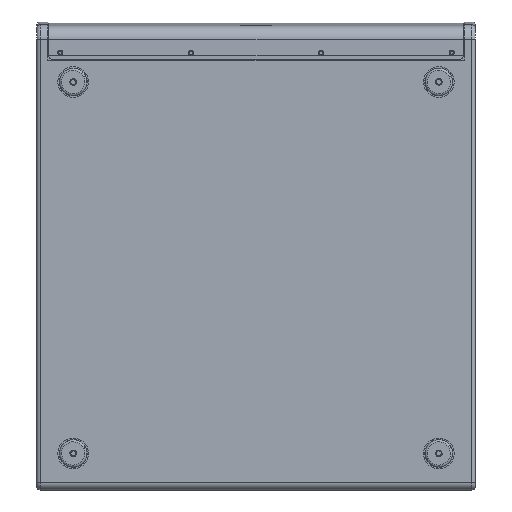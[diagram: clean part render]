
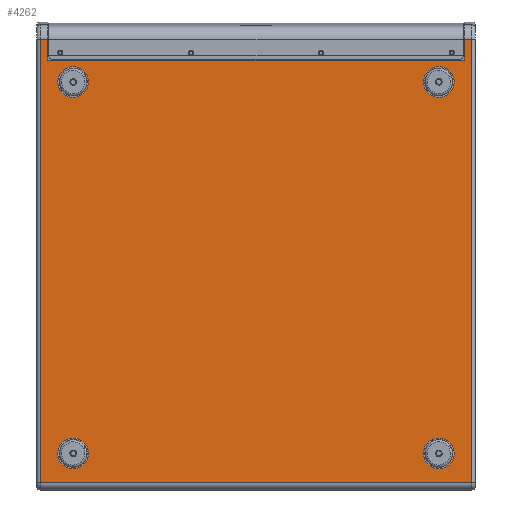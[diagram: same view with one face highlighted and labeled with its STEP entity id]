
A CAD part, front view. The second image highlights one B-rep face of the part: STEP entity #4262.
In plain terms, the highlighted planar face has unit normal (0, -1, 0).
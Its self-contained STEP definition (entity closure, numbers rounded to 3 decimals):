
#65 = CARTESIAN_POINT ( 'NONE',  ( 295., -278., -298. ) ) ;
#132 = CARTESIAN_POINT ( 'NONE',  ( -250., -278., 250. ) ) ;
#245 = LINE ( 'NONE', #20546, #23385 ) ;
#340 = DIRECTION ( 'NONE',  ( 0., 0., -1. ) ) ;
#493 = VERTEX_POINT ( 'NONE', #26567 ) ;
#879 = DIRECTION ( 'NONE',  ( 0., 0., -1. ) ) ;
#1328 = VERTEX_POINT ( 'NONE', #24993 ) ;
#1532 = AXIS2_PLACEMENT_3D ( 'NONE', #23618, #23889, #879 ) ;
#1593 = LINE ( 'NONE', #7881, #10878 ) ;
#1876 = VECTOR ( 'NONE', #17604, 1000. ) ;
#1994 = FACE_OUTER_BOUND ( 'NONE', #11912, .T. ) ;
#2001 = ORIENTED_EDGE ( 'NONE', *, *, #6073, .F. ) ;
#2406 = CARTESIAN_POINT ( 'NONE',  ( 0., -278., 0. ) ) ;
#2439 = DIRECTION ( 'NONE',  ( 0., -1., 0. ) ) ;
#2482 = LINE ( 'NONE', #4795, #12765 ) ;
#3260 = CIRCLE ( 'NONE', #1532, 21. ) ;
#3362 = CARTESIAN_POINT ( 'NONE',  ( -285., -278., 280. ) ) ;
#3593 = DIRECTION ( 'NONE',  ( 0., -1., 0. ) ) ;
#3770 = PLANE ( 'NONE',  #22427 ) ;
#3971 = ORIENTED_EDGE ( 'NONE', *, *, #19492, .F. ) ;
#4096 = EDGE_CURVE ( 'NONE', #19199, #22024, #19123, .T. ) ;
#4262 = ADVANCED_FACE ( 'NONE', ( #22316, #14380, #14127, #22718, #1994 ), #3770, .T. ) ;
#4738 = DIRECTION ( 'NONE',  ( 0., 0., -1. ) ) ;
#4795 = CARTESIAN_POINT ( 'NONE',  ( 285., -278., 308. ) ) ;
#4998 = ORIENTED_EDGE ( 'NONE', *, *, #23560, .F. ) ;
#5584 = VECTOR ( 'NONE', #20139, 1000. ) ;
#5639 = ORIENTED_EDGE ( 'NONE', *, *, #21204, .F. ) ;
#5872 = LINE ( 'NONE', #10120, #12107 ) ;
#6000 = AXIS2_PLACEMENT_3D ( 'NONE', #25709, #13176, #4738 ) ;
#6028 = VERTEX_POINT ( 'NONE', #25343 ) ;
#6073 = EDGE_CURVE ( 'NONE', #22024, #19199, #20720, .T. ) ;
#6413 = DIRECTION ( 'NONE',  ( 0., 0., -1. ) ) ;
#6589 = CARTESIAN_POINT ( 'NONE',  ( 285., -278., 308. ) ) ;
#6680 = EDGE_CURVE ( 'NONE', #6028, #20767, #3260, .T. ) ;
#6828 = VERTEX_POINT ( 'NONE', #10403 ) ;
#6989 = DIRECTION ( 'NONE',  ( 1., 0., 0. ) ) ;
#7350 = CIRCLE ( 'NONE', #9967, 21. ) ;
#7368 = AXIS2_PLACEMENT_3D ( 'NONE', #21121, #2439, #14942 ) ;
#7881 = CARTESIAN_POINT ( 'NONE',  ( -300., -278., 308. ) ) ;
#8602 = CARTESIAN_POINT ( 'NONE',  ( 250., -278., 271. ) ) ;
#8794 = ORIENTED_EDGE ( 'NONE', *, *, #9453, .F. ) ;
#8963 = AXIS2_PLACEMENT_3D ( 'NONE', #9803, #12112, #14122 ) ;
#9042 = EDGE_CURVE ( 'NONE', #17510, #9518, #5872, .T. ) ;
#9046 = CIRCLE ( 'NONE', #6000, 21. ) ;
#9059 = AXIS2_PLACEMENT_3D ( 'NONE', #132, #16729, #25026 ) ;
#9277 = VERTEX_POINT ( 'NONE', #11444 ) ;
#9453 = EDGE_CURVE ( 'NONE', #13754, #9277, #17766, .T. ) ;
#9518 = VERTEX_POINT ( 'NONE', #6589 ) ;
#9702 = CARTESIAN_POINT ( 'NONE',  ( -250., -278., -237. ) ) ;
#9803 = CARTESIAN_POINT ( 'NONE',  ( -250., -278., -258. ) ) ;
#9926 = DIRECTION ( 'NONE',  ( 1., 0., 0. ) ) ;
#9967 = AXIS2_PLACEMENT_3D ( 'NONE', #17805, #3593, #26362 ) ;
#10120 = CARTESIAN_POINT ( 'NONE',  ( 285., -278., 280. ) ) ;
#10403 = CARTESIAN_POINT ( 'NONE',  ( -285., -278., 280. ) ) ;
#10449 = EDGE_LOOP ( 'NONE', ( #24174, #4998 ) ) ;
#10696 = DIRECTION ( 'NONE',  ( 0., -1., 0. ) ) ;
#10878 = VECTOR ( 'NONE', #9926, 1000. ) ;
#11444 = CARTESIAN_POINT ( 'NONE',  ( -250., -278., 229. ) ) ;
#11697 = CARTESIAN_POINT ( 'NONE',  ( -250., -278., -279. ) ) ;
#11702 = EDGE_CURVE ( 'NONE', #13507, #493, #1593, .T. ) ;
#11734 = EDGE_LOOP ( 'NONE', ( #2001, #22977 ) ) ;
#11841 = VECTOR ( 'NONE', #16325, 1000. ) ;
#11912 = EDGE_LOOP ( 'NONE', ( #20984, #16046, #23219, #23588, #18194, #21060, #3971, #16699 ) ) ;
#11993 = EDGE_CURVE ( 'NONE', #14469, #26899, #21354, .T. ) ;
#12107 = VECTOR ( 'NONE', #16360, 1000. ) ;
#12112 = DIRECTION ( 'NONE',  ( 0., -1., 0. ) ) ;
#12545 = ORIENTED_EDGE ( 'NONE', *, *, #11993, .F. ) ;
#12763 = DIRECTION ( 'NONE',  ( 0., -1., 0. ) ) ;
#12765 = VECTOR ( 'NONE', #6989, 1000. ) ;
#12955 = LINE ( 'NONE', #14837, #1876 ) ;
#13060 = AXIS2_PLACEMENT_3D ( 'NONE', #25206, #23158, #6413 ) ;
#13093 = VERTEX_POINT ( 'NONE', #14989 ) ;
#13176 = DIRECTION ( 'NONE',  ( 0., -1., 0. ) ) ;
#13507 = VERTEX_POINT ( 'NONE', #16845 ) ;
#13754 = VERTEX_POINT ( 'NONE', #16809 ) ;
#14122 = DIRECTION ( 'NONE',  ( 0., 0., -1. ) ) ;
#14127 = FACE_BOUND ( 'NONE', #11734, .T. ) ;
#14380 = FACE_BOUND ( 'NONE', #15495, .T. ) ;
#14469 = VERTEX_POINT ( 'NONE', #20268 ) ;
#14761 = DIRECTION ( 'NONE',  ( 0., 0., 1. ) ) ;
#14837 = CARTESIAN_POINT ( 'NONE',  ( -295., -278., -298. ) ) ;
#14942 = DIRECTION ( 'NONE',  ( 0., 0., -1. ) ) ;
#14949 = CIRCLE ( 'NONE', #19357, 21. ) ;
#14957 = EDGE_CURVE ( 'NONE', #25297, #13093, #245, .T. ) ;
#14989 = CARTESIAN_POINT ( 'NONE',  ( 295., -278., 308. ) ) ;
#15495 = EDGE_LOOP ( 'NONE', ( #12545, #5639 ) ) ;
#16001 = EDGE_CURVE ( 'NONE', #9277, #13754, #7350, .T. ) ;
#16046 = ORIENTED_EDGE ( 'NONE', *, *, #18289, .T. ) ;
#16325 = DIRECTION ( 'NONE',  ( 0., 0., -1. ) ) ;
#16360 = DIRECTION ( 'NONE',  ( 0., 0., 1. ) ) ;
#16699 = ORIENTED_EDGE ( 'NONE', *, *, #26578, .F. ) ;
#16729 = DIRECTION ( 'NONE',  ( 0., -1., 0. ) ) ;
#16809 = CARTESIAN_POINT ( 'NONE',  ( -250., -278., 271. ) ) ;
#16845 = CARTESIAN_POINT ( 'NONE',  ( -295., -278., 308. ) ) ;
#17510 = VERTEX_POINT ( 'NONE', #26538 ) ;
#17604 = DIRECTION ( 'NONE',  ( 0., 0., -1. ) ) ;
#17766 = CIRCLE ( 'NONE', #9059, 21. ) ;
#17805 = CARTESIAN_POINT ( 'NONE',  ( -250., -278., 250. ) ) ;
#17955 = ORIENTED_EDGE ( 'NONE', *, *, #16001, .F. ) ;
#17979 = DIRECTION ( 'NONE',  ( 1., 0., 0. ) ) ;
#18194 = ORIENTED_EDGE ( 'NONE', *, *, #20455, .F. ) ;
#18289 = EDGE_CURVE ( 'NONE', #13507, #1328, #12955, .T. ) ;
#18352 = VECTOR ( 'NONE', #17979, 1000. ) ;
#18893 = EDGE_LOOP ( 'NONE', ( #17955, #8794 ) ) ;
#19123 = CIRCLE ( 'NONE', #7368, 21. ) ;
#19199 = VERTEX_POINT ( 'NONE', #9702 ) ;
#19357 = AXIS2_PLACEMENT_3D ( 'NONE', #21036, #10696, #340 ) ;
#19492 = EDGE_CURVE ( 'NONE', #6828, #17510, #19770, .T. ) ;
#19770 = LINE ( 'NONE', #3362, #18352 ) ;
#20139 = DIRECTION ( 'NONE',  ( 1., 0., 0. ) ) ;
#20268 = CARTESIAN_POINT ( 'NONE',  ( 250., -278., -279. ) ) ;
#20310 = LINE ( 'NONE', #22447, #11841 ) ;
#20455 = EDGE_CURVE ( 'NONE', #9518, #13093, #2482, .T. ) ;
#20546 = CARTESIAN_POINT ( 'NONE',  ( 295., -278., 308. ) ) ;
#20720 = CIRCLE ( 'NONE', #8963, 21. ) ;
#20767 = VERTEX_POINT ( 'NONE', #8602 ) ;
#20984 = ORIENTED_EDGE ( 'NONE', *, *, #11702, .F. ) ;
#21036 = CARTESIAN_POINT ( 'NONE',  ( 250., -278., -258. ) ) ;
#21060 = ORIENTED_EDGE ( 'NONE', *, *, #9042, .F. ) ;
#21089 = DIRECTION ( 'NONE',  ( 0., 0., -1. ) ) ;
#21121 = CARTESIAN_POINT ( 'NONE',  ( -250., -278., -258. ) ) ;
#21204 = EDGE_CURVE ( 'NONE', #26899, #14469, #14949, .T. ) ;
#21354 = CIRCLE ( 'NONE', #13060, 21. ) ;
#22002 = CARTESIAN_POINT ( 'NONE',  ( 300., -278., -298. ) ) ;
#22024 = VERTEX_POINT ( 'NONE', #11697 ) ;
#22316 = FACE_BOUND ( 'NONE', #18893, .T. ) ;
#22427 = AXIS2_PLACEMENT_3D ( 'NONE', #2406, #12763, #21089 ) ;
#22447 = CARTESIAN_POINT ( 'NONE',  ( -285., -278., 308. ) ) ;
#22718 = FACE_BOUND ( 'NONE', #10449, .T. ) ;
#22977 = ORIENTED_EDGE ( 'NONE', *, *, #4096, .F. ) ;
#23158 = DIRECTION ( 'NONE',  ( 0., -1., 0. ) ) ;
#23219 = ORIENTED_EDGE ( 'NONE', *, *, #23935, .T. ) ;
#23385 = VECTOR ( 'NONE', #14761, 1000. ) ;
#23560 = EDGE_CURVE ( 'NONE', #20767, #6028, #9046, .T. ) ;
#23588 = ORIENTED_EDGE ( 'NONE', *, *, #14957, .T. ) ;
#23618 = CARTESIAN_POINT ( 'NONE',  ( 250., -278., 250. ) ) ;
#23889 = DIRECTION ( 'NONE',  ( 0., -1., 0. ) ) ;
#23935 = EDGE_CURVE ( 'NONE', #1328, #25297, #24057, .T. ) ;
#24057 = LINE ( 'NONE', #22002, #5584 ) ;
#24174 = ORIENTED_EDGE ( 'NONE', *, *, #6680, .F. ) ;
#24993 = CARTESIAN_POINT ( 'NONE',  ( -295., -278., -298. ) ) ;
#25026 = DIRECTION ( 'NONE',  ( 0., 0., -1. ) ) ;
#25206 = CARTESIAN_POINT ( 'NONE',  ( 250., -278., -258. ) ) ;
#25297 = VERTEX_POINT ( 'NONE', #65 ) ;
#25343 = CARTESIAN_POINT ( 'NONE',  ( 250., -278., 229. ) ) ;
#25709 = CARTESIAN_POINT ( 'NONE',  ( 250., -278., 250. ) ) ;
#26362 = DIRECTION ( 'NONE',  ( 0., 0., -1. ) ) ;
#26538 = CARTESIAN_POINT ( 'NONE',  ( 285., -278., 280. ) ) ;
#26567 = CARTESIAN_POINT ( 'NONE',  ( -285., -278., 308. ) ) ;
#26578 = EDGE_CURVE ( 'NONE', #493, #6828, #20310, .T. ) ;
#26774 = CARTESIAN_POINT ( 'NONE',  ( 250., -278., -237. ) ) ;
#26899 = VERTEX_POINT ( 'NONE', #26774 ) ;
